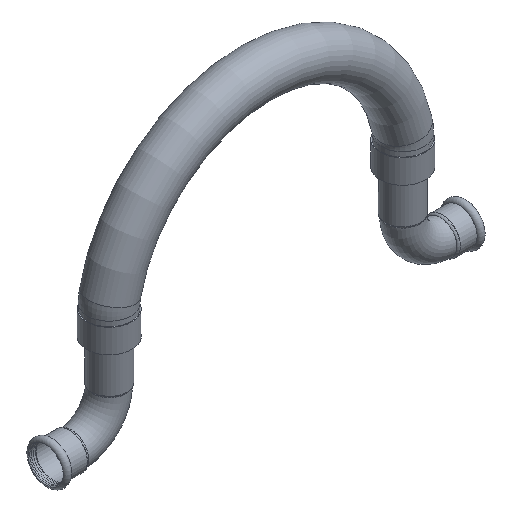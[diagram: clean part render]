
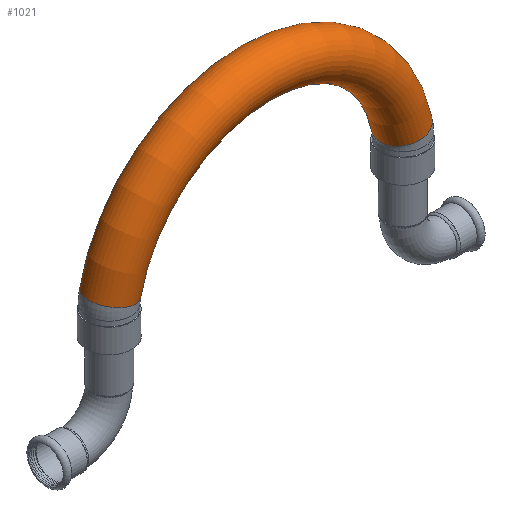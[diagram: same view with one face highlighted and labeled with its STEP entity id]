
A CAD part, isometric view. The second image highlights one B-rep face of the part: STEP entity #1021.
In plain terms, the highlighted toroidal (fillet/blend) face has major radius 188.101 mm and minor radius 27.5 mm.
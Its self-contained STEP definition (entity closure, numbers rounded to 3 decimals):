
#64=TOROIDAL_SURFACE('',#1212,188.101,27.5);
#115=FACE_OUTER_BOUND('',#173,.T.);
#173=EDGE_LOOP('',(#930,#931,#932,#933,#934,#935));
#293=CIRCLE('',#1182,27.5);
#294=CIRCLE('',#1183,27.5);
#312=CIRCLE('',#1210,27.5);
#313=CIRCLE('',#1211,27.5);
#314=CIRCLE('',#1213,160.601);
#451=VERTEX_POINT('',#2259);
#452=VERTEX_POINT('',#2261);
#467=VERTEX_POINT('',#2307);
#468=VERTEX_POINT('',#2309);
#602=EDGE_CURVE('',#452,#451,#293,.T.);
#603=EDGE_CURVE('',#451,#452,#294,.T.);
#625=EDGE_CURVE('',#467,#468,#312,.T.);
#626=EDGE_CURVE('',#468,#467,#313,.T.);
#627=EDGE_CURVE('',#467,#451,#314,.T.);
#930=ORIENTED_EDGE('',*,*,#626,.F.);
#931=ORIENTED_EDGE('',*,*,#625,.F.);
#932=ORIENTED_EDGE('',*,*,#627,.T.);
#933=ORIENTED_EDGE('',*,*,#603,.T.);
#934=ORIENTED_EDGE('',*,*,#602,.T.);
#935=ORIENTED_EDGE('',*,*,#627,.F.);
#1021=ADVANCED_FACE('',(#115),#64,.T.);
#1182=AXIS2_PLACEMENT_3D('',#2262,#1512,#1513);
#1183=AXIS2_PLACEMENT_3D('',#2263,#1514,#1515);
#1210=AXIS2_PLACEMENT_3D('',#2310,#1572,#1573);
#1211=AXIS2_PLACEMENT_3D('',#2311,#1574,#1575);
#1212=AXIS2_PLACEMENT_3D('',#2312,#1576,#1577);
#1213=AXIS2_PLACEMENT_3D('',#2313,#1578,#1579);
#1512=DIRECTION('center_axis',(0.211,0.,0.978));
#1513=DIRECTION('ref_axis',(0.,-1.,0.));
#1514=DIRECTION('center_axis',(0.211,0.,0.978));
#1515=DIRECTION('ref_axis',(0.,-1.,0.));
#1572=DIRECTION('center_axis',(0.211,0.,-0.978));
#1573=DIRECTION('ref_axis',(0.,-1.,0.));
#1574=DIRECTION('center_axis',(0.211,0.,-0.978));
#1575=DIRECTION('ref_axis',(0.,-1.,0.));
#1576=DIRECTION('center_axis',(0.,1.,0.));
#1577=DIRECTION('ref_axis',(0.,0.,1.));
#1578=DIRECTION('center_axis',(0.,-1.,0.));
#1579=DIRECTION('ref_axis',(0.,0.,1.));
#2259=CARTESIAN_POINT('',(-156.995,0.,140.741));
#2261=CARTESIAN_POINT('',(-183.877,27.5,146.536));
#2262=CARTESIAN_POINT('Origin',(-183.877,0.,146.536));
#2263=CARTESIAN_POINT('Origin',(-183.877,0.,146.536));
#2307=CARTESIAN_POINT('',(156.995,0.,140.741));
#2309=CARTESIAN_POINT('',(183.877,27.5,146.536));
#2310=CARTESIAN_POINT('Origin',(183.877,0.,146.536));
#2311=CARTESIAN_POINT('Origin',(183.877,0.,146.536));
#2312=CARTESIAN_POINT('Origin',(0.,0.,106.899));
#2313=CARTESIAN_POINT('Origin',(0.,0.,106.899));
